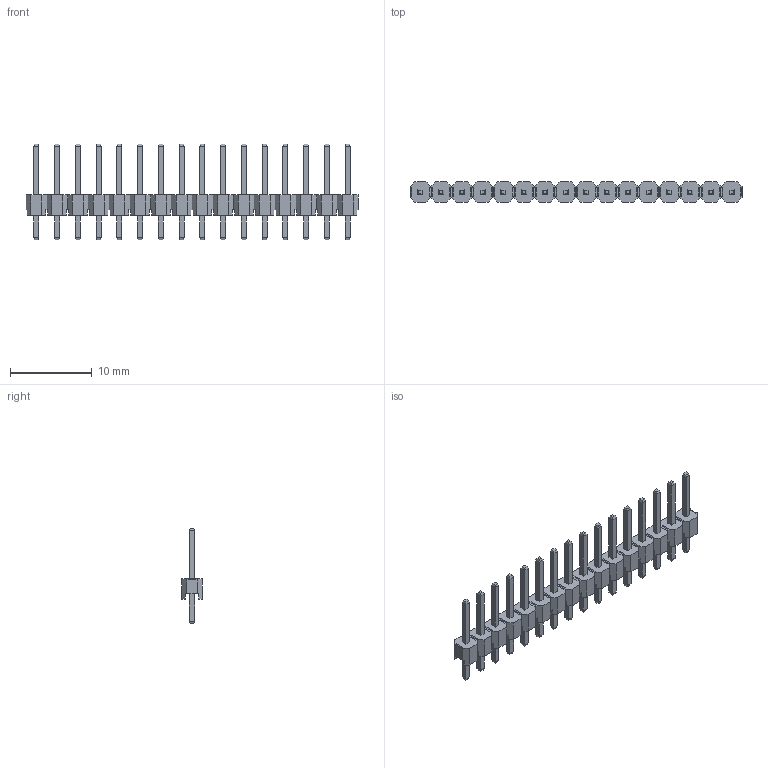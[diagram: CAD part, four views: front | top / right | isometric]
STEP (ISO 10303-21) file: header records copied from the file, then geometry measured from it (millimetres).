
FILE_DESCRIPTION(('STEP AP214'), '1');
FILE_NAME('PLS-16', '2019-04-04T15:25:32', ('Egor'), (''), 'ASCON STEP Converter 1.3', 'ASCON Math Kernel', '');
FILE_SCHEMA(('AUTOMOTIVE_DESIGN { 1 0 10303 214 3 1 1}'));
Length unit declared in the file: millimetre
Bounding box: 40.64 x 2.54 x 11.7 mm (x, y, z)
Volume: 246.5 mm3; surface area: 869.7 mm2
Topology: 1 solids, 1 shells, 535 faces, 1330 edges, 844 vertices
Faces by surface type: plane 535
Entity records: 19704 total; most frequent: CARTESIAN_POINT 2710, ORIENTED_EDGE 2660, DIRECTION 2402, EDGE_CURVE 1330, LINE 1330, VECTOR 1330, VERTEX_POINT 844, FACE_BOUND 582
